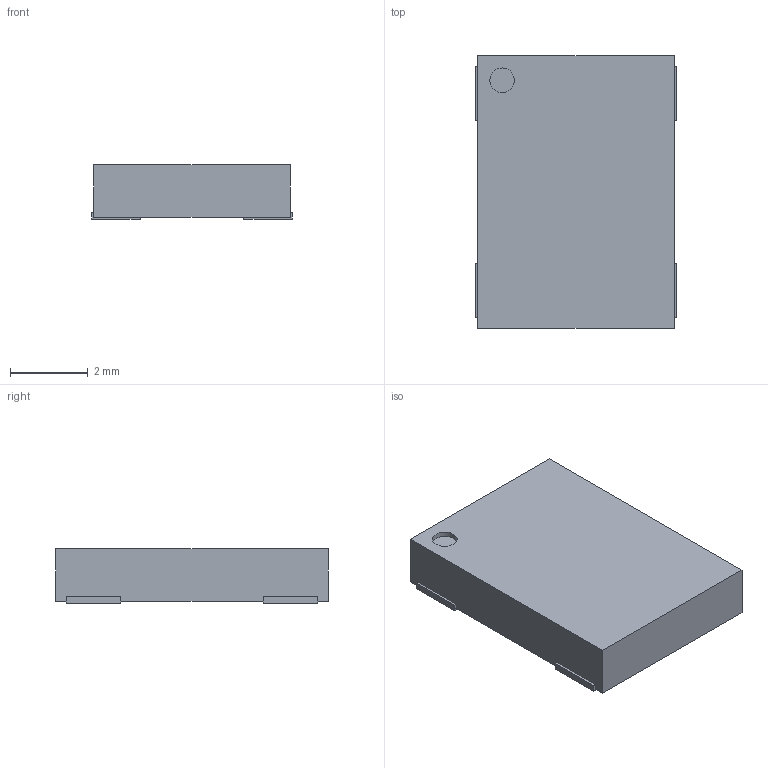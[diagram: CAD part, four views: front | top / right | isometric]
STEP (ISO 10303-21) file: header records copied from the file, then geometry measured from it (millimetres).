
FILE_DESCRIPTION(('FreeCAD Model'),'2;1');
FILE_NAME('483809.1.1.stp','2020-04-08T22:05:52',( 'Author'),(''),'Open CASCADE STEP processor 6.9','FreeCAD','Unknown' );
FILE_SCHEMA(('AUTOMOTIVE_DESIGN { 1 0 10303 214 1 1 1 1 }'));
Length unit declared in the file: millimetre
Products named in the file (3): ASSEMBLY; Body; PinsArrayLR
Assembly tree (2 placements, depth 2):
  ASSEMBLY
    Body
    PinsArrayLR
Bounding box: 5.17 x 7.03 x 1.4 mm (x, y, z)
Volume: 49.3 mm3; surface area: 122 mm2
Topology: 5 solids, 5 shells, 32 faces, 63 edges, 42 vertices
Faces by surface type: plane 31, cylinder 1
Full cylindrical faces by diameter (mm): 0.634 x1
Entity records: 1715 total; most frequent: CARTESIAN_POINT 266, DIRECTION 261, LINE 185, VECTOR 185, ORIENTED_EDGE 126, PCURVE 126, DEFINITIONAL_REPRESENTATION 126, EDGE_CURVE 63
